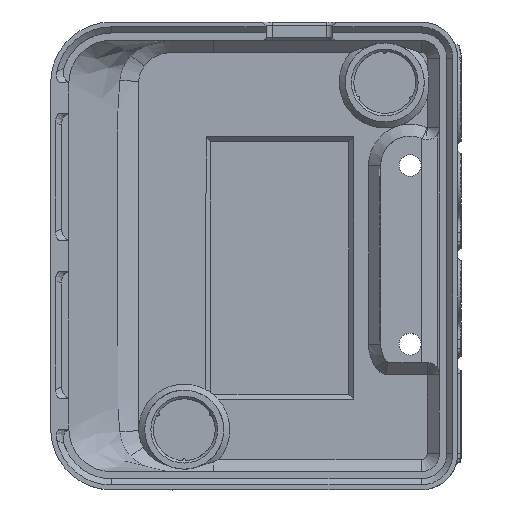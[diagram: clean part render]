
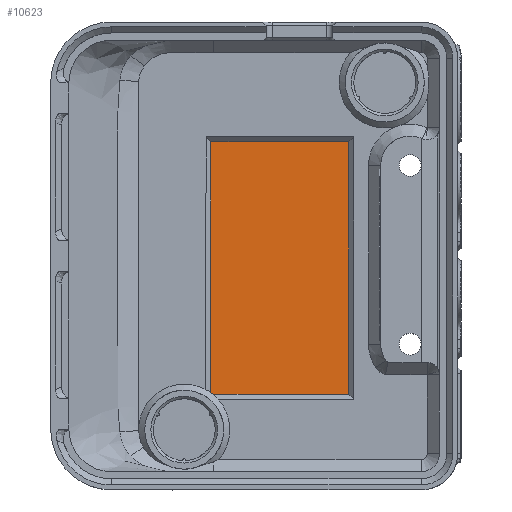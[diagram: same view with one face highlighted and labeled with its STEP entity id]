
A CAD part, top view. The second image highlights one B-rep face of the part: STEP entity #10623.
In plain terms, the highlighted planar face has unit normal (0, 0, 1).
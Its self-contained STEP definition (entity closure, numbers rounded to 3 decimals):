
#209=CIRCLE('',#10997,7.5);
#990=FACE_OUTER_BOUND('',#1616,.T.);
#1616=EDGE_LOOP('',(#9171,#9172,#9173,#9174,#9175));
#2432=LINE('',#21360,#3266);
#2433=LINE('',#21363,#3267);
#2435=LINE('',#21366,#3269);
#3266=VECTOR('',#12494,10.);
#3267=VECTOR('',#12497,10.);
#3269=VECTOR('',#12501,10.);
#3966=B_SPLINE_CURVE_WITH_KNOTS('',3,(#21248,#21249,#21250,#21251),
 .UNSPECIFIED.,.F.,.F.,(4,4),(9.411,13.537),
 .UNSPECIFIED.);
#4792=VERTEX_POINT('',#19564);
#4793=VERTEX_POINT('',#19566);
#4931=VERTEX_POINT('',#21247);
#4949=VERTEX_POINT('',#21358);
#4950=VERTEX_POINT('',#21362);
#6104=EDGE_CURVE('',#4793,#4792,#209,.T.);
#6369=EDGE_CURVE('',#4793,#4931,#3966,.T.);
#6396=EDGE_CURVE('',#4949,#4792,#2432,.T.);
#6397=EDGE_CURVE('',#4931,#4950,#2433,.T.);
#6399=EDGE_CURVE('',#4950,#4949,#2435,.T.);
#9171=ORIENTED_EDGE('',*,*,#6104,.T.);
#9172=ORIENTED_EDGE('',*,*,#6396,.F.);
#9173=ORIENTED_EDGE('',*,*,#6399,.F.);
#9174=ORIENTED_EDGE('',*,*,#6397,.F.);
#9175=ORIENTED_EDGE('',*,*,#6369,.F.);
#10118=PLANE('',#11107);
#10623=ADVANCED_FACE('',(#990),#10118,.T.);
#10997=AXIS2_PLACEMENT_3D('',#19567,#12064,#12065);
#11107=AXIS2_PLACEMENT_3D('',#21367,#12502,#12503);
#12064=DIRECTION('center_axis',(0.,0.,
-1.));
#12065=DIRECTION('ref_axis',(1.,0.,0.));
#12494=DIRECTION('',(-1.,0.,0.));
#12497=DIRECTION('',(1.,0.,0.));
#12501=DIRECTION('',(0.,-1.,0.));
#12502=DIRECTION('center_axis',(0.,0.,
1.));
#12503=DIRECTION('ref_axis',(1.,0.,0.));
#19564=CARTESIAN_POINT('',(-0.097,-107.006,31.083));
#19566=CARTESIAN_POINT('',(-0.452,-106.737,31.083));
#19567=CARTESIAN_POINT('Origin',(-4.801,-112.847,31.083));
#21247=CARTESIAN_POINT('',(-0.416,-65.46,31.083));
#21248=CARTESIAN_POINT('Ctrl Pts',(-0.452,-106.737,
31.083));
#21249=CARTESIAN_POINT('Ctrl Pts',(-0.44,-92.935,
31.083));
#21250=CARTESIAN_POINT('Ctrl Pts',(-0.428,-79.176,
31.083));
#21251=CARTESIAN_POINT('Ctrl Pts',(-0.416,-65.46,
31.083));
#21358=CARTESIAN_POINT('',(22.263,-107.006,31.083));
#21360=CARTESIAN_POINT('',(17.631,-107.006,31.083));
#21362=CARTESIAN_POINT('',(22.254,-65.461,31.083));
#21363=CARTESIAN_POINT('',(5.493,-65.46,31.083));
#21366=CARTESIAN_POINT('',(22.256,-74.464,31.083));
#21367=CARTESIAN_POINT('Origin',(12.199,-84.268,31.083));
